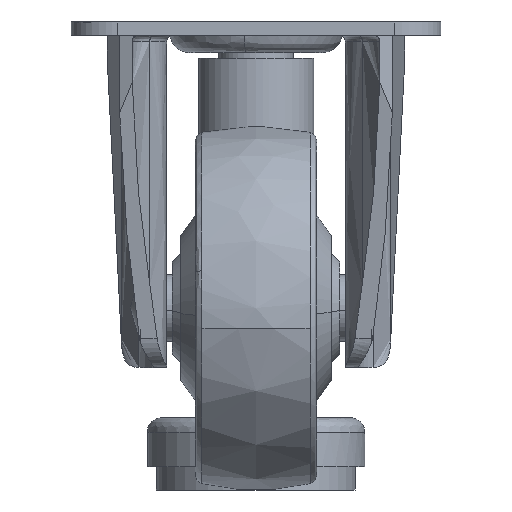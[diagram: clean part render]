
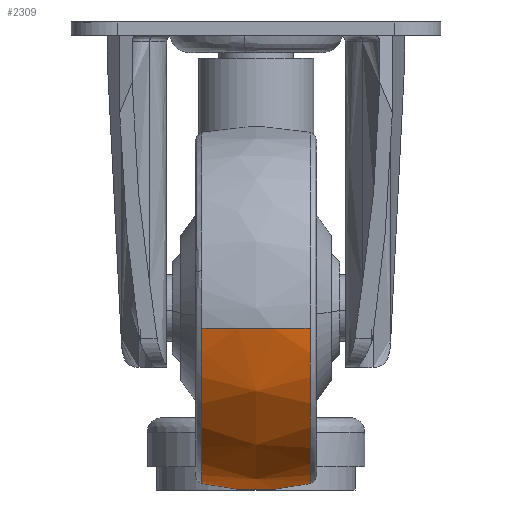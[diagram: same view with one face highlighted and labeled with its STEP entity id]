
A CAD part, left-side view. The second image highlights one B-rep face of the part: STEP entity #2309.
In plain terms, the highlighted free-form (B-spline) face has degree [2, 2] with [5, 5] control points.
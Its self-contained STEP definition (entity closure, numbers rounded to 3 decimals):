
#1781=CARTESIAN_POINT('',(-27.,9.351,-79.892));
#1782=VERTEX_POINT('',#1781);
#1798=CARTESIAN_POINT('',(-57.188,9.351,-53.009));
#1799=VERTEX_POINT('',#1798);
#1800=CARTESIAN_POINT('',(-27.,9.351,-79.892));
#1801=CARTESIAN_POINT('',(-54.064,9.351,-79.892));
#1802=CARTESIAN_POINT('',(-57.188,9.351,-53.009));
#1810=(BOUNDED_CURVE()B_SPLINE_CURVE(2,(#1800,#1801,#1802),.UNSPECIFIED.,.F.,.U.)B_SPLINE_CURVE_WITH_KNOTS((3,3),(0.5,0.73),.UNSPECIFIED.)CURVE()GEOMETRIC_REPRESENTATION_ITEM()RATIONAL_B_SPLINE_CURVE((1.0,0.731,0.957))REPRESENTATION_ITEM(''));
#1811=EDGE_CURVE('',#1782,#1799,#1810,.T.);
#1984=CARTESIAN_POINT('',(-27.,-9.351,-79.892));
#1985=VERTEX_POINT('',#1984);
#2091=CARTESIAN_POINT('',(-57.188,-9.351,-53.009));
#2092=VERTEX_POINT('',#2091);
#2108=CARTESIAN_POINT('',(-27.,-9.351,-79.892));
#2109=CARTESIAN_POINT('',(-54.064,-9.351,-79.892));
#2110=CARTESIAN_POINT('',(-57.188,-9.351,-53.009));
#2118=(BOUNDED_CURVE()B_SPLINE_CURVE(2,(#2108,#2109,#2110),.UNSPECIFIED.,.F.,.U.)B_SPLINE_CURVE_WITH_KNOTS((3,3),(0.5,0.73),.UNSPECIFIED.)CURVE()GEOMETRIC_REPRESENTATION_ITEM()RATIONAL_B_SPLINE_CURVE((1.0,0.731,0.957))REPRESENTATION_ITEM(''));
#2119=EDGE_CURVE('',#1985,#2092,#2118,.T.);
#2231=CARTESIAN_POINT('',(-57.188,9.351,-53.009));
#2232=CARTESIAN_POINT('',(-58.289,4.741,-53.137));
#2233=CARTESIAN_POINT('',(-58.289,0.,-53.137));
#2234=CARTESIAN_POINT('',(-58.289,-4.741,-53.137));
#2235=CARTESIAN_POINT('',(-57.188,-9.351,-53.009));
#2243=(BOUNDED_CURVE()B_SPLINE_CURVE(2,(#2231,#2232,#2233,#2234,#2235),.UNSPECIFIED.,.F.,.U.)B_SPLINE_CURVE_WITH_KNOTS((3,2,3),(0.409,0.5,0.591),.UNSPECIFIED.)CURVE()GEOMETRIC_REPRESENTATION_ITEM()RATIONAL_B_SPLINE_CURVE((0.894,0.918,0.957,0.918,0.894))REPRESENTATION_ITEM(''));
#2244=EDGE_CURVE('',#1799,#2092,#2243,.T.);
#2250=CARTESIAN_POINT('',(-27.,9.351,-79.892));
#2251=CARTESIAN_POINT('',(-27.,4.741,-81.));
#2252=CARTESIAN_POINT('',(-27.,0.0,-81.));
#2253=CARTESIAN_POINT('',(-27.,-4.741,-81.));
#2254=CARTESIAN_POINT('',(-27.,-9.351,-79.892));
#2262=(BOUNDED_CURVE()B_SPLINE_CURVE(2,(#2250,#2251,#2252,#2253,#2254),.UNSPECIFIED.,.F.,.U.)B_SPLINE_CURVE_WITH_KNOTS((3,2,3),(0.409,0.5,0.591),.UNSPECIFIED.)CURVE()GEOMETRIC_REPRESENTATION_ITEM()RATIONAL_B_SPLINE_CURVE((0.934,0.96,1.0,0.96,0.934))REPRESENTATION_ITEM(''));
#2263=EDGE_CURVE('',#1782,#1985,#2262,.T.);
#2270=CARTESIAN_POINT('',(-26.804,10.297,-79.652));
#2271=CARTESIAN_POINT('',(-26.796,5.237,-81.));
#2272=CARTESIAN_POINT('',(-26.796,0.0,-81.));
#2273=CARTESIAN_POINT('',(-26.796,-5.237,-81.));
#2274=CARTESIAN_POINT('',(-26.804,-10.297,-79.652));
#2275=CARTESIAN_POINT('',(-26.902,10.297,-79.652));
#2276=CARTESIAN_POINT('',(-26.898,5.237,-81.));
#2277=CARTESIAN_POINT('',(-26.898,0.0,-81.));
#2278=CARTESIAN_POINT('',(-26.898,-5.237,-81.));
#2279=CARTESIAN_POINT('',(-26.902,-10.297,-79.652));
#2280=CARTESIAN_POINT('',(-53.85,10.297,-79.652));
#2281=CARTESIAN_POINT('',(-55.05,5.237,-81.));
#2282=CARTESIAN_POINT('',(-55.05,0.0,-81.));
#2283=CARTESIAN_POINT('',(-55.05,-5.237,-81.));
#2284=CARTESIAN_POINT('',(-53.85,-10.297,-79.652));
#2285=CARTESIAN_POINT('',(-56.962,10.297,-52.88));
#2286=CARTESIAN_POINT('',(-58.302,5.237,-53.031));
#2287=CARTESIAN_POINT('',(-58.302,0.0,-53.031));
#2288=CARTESIAN_POINT('',(-58.302,-5.237,-53.031));
#2289=CARTESIAN_POINT('',(-56.962,-10.297,-52.88));
#2290=CARTESIAN_POINT('',(-56.974,10.297,-52.778));
#2291=CARTESIAN_POINT('',(-58.314,5.237,-52.925));
#2292=CARTESIAN_POINT('',(-58.314,0.0,-52.925));
#2293=CARTESIAN_POINT('',(-58.314,-5.237,-52.925));
#2294=CARTESIAN_POINT('',(-56.974,-10.297,-52.778));
#2302=(BOUNDED_SURFACE()B_SPLINE_SURFACE(2,2,((#2270,#2275,#2280,#2285,#2290),(#2271,#2276,#2281,#2286,#2291),(#2272,#2277,#2282,#2287,#2292),(#2273,#2278,#2283,#2288,#2293),(#2274,#2279,#2284,#2289,#2294)),.UNSPECIFIED.,.F.,.F.,.U.)B_SPLINE_SURFACE_WITH_KNOTS((3,2,3),(3,1,1,3),(0.0,10.772,21.544),(0.0,0.24,48.203,48.443),.UNSPECIFIED.)GEOMETRIC_REPRESENTATION_ITEM()RATIONAL_B_SPLINE_SURFACE(((0.932,0.931,0.679,0.89,0.891),(0.958,0.957,0.698,0.916,0.917),(1.003,1.001,0.731,0.958,0.959),(0.958,0.957,0.698,0.916,0.917),(0.932,0.931,0.679,0.89,0.891)))REPRESENTATION_ITEM('')SURFACE());
#2303=ORIENTED_EDGE('',*,*,#1811,.F.);
#2304=ORIENTED_EDGE('',*,*,#2263,.T.);
#2305=ORIENTED_EDGE('',*,*,#2119,.T.);
#2306=ORIENTED_EDGE('',*,*,#2244,.F.);
#2307=EDGE_LOOP('',(#2303,#2304,#2305,#2306));
#2308=FACE_OUTER_BOUND('',#2307,.T.);
#2309=ADVANCED_FACE('',(#2308),#2302,.T.);
